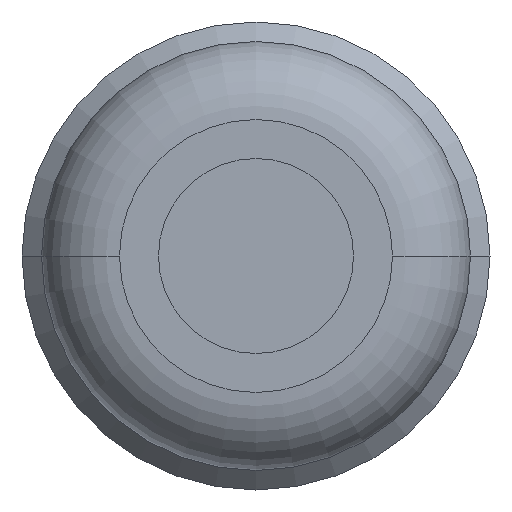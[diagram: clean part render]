
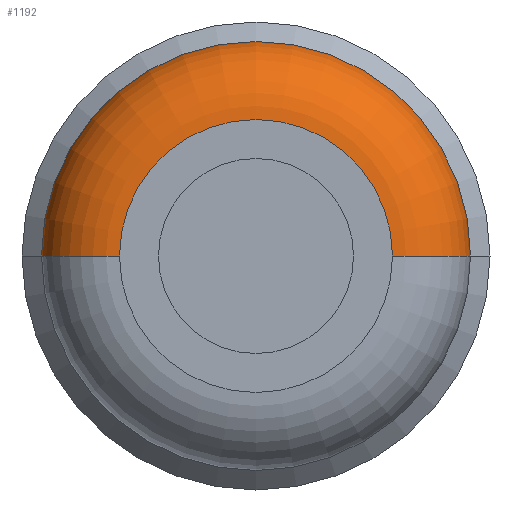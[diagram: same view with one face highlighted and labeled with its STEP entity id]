
A CAD part, front view. The second image highlights one B-rep face of the part: STEP entity #1192.
In plain terms, the highlighted toroidal (fillet/blend) face has major radius 3.5 mm and minor radius 2 mm.
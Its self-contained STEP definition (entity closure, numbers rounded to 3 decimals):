
#534=CARTESIAN_POINT('',(0.,-67.2,0.));
#535=DIRECTION('',(0.,1.,0.));
#536=DIRECTION('',(-1.,0.,0.));
#537=AXIS2_PLACEMENT_3D('',#534,#535,#536);
#542=CARTESIAN_POINT('',(-3.5,-67.2,0.));
#543=DIRECTION('',(0.,0.,1.));
#544=DIRECTION('',(-1.,0.,0.));
#545=AXIS2_PLACEMENT_3D('',#542,#543,#544);
#550=CARTESIAN_POINT('',(3.5,-67.2,0.));
#551=DIRECTION('',(0.,0.,-1.));
#552=DIRECTION('',(1.,0.,0.));
#553=AXIS2_PLACEMENT_3D('',#550,#551,#552);
#558=CARTESIAN_POINT('',(0.,-69.2,0.));
#559=DIRECTION('',(0.,1.,0.));
#560=DIRECTION('',(-1.,0.,0.));
#561=AXIS2_PLACEMENT_3D('',#558,#559,#560);
#728=CARTESIAN_POINT('',(-5.5,-67.2,0.));
#729=CARTESIAN_POINT('',(5.5,-67.2,0.));
#730=VERTEX_POINT('',#728);
#731=VERTEX_POINT('',#729);
#732=CARTESIAN_POINT('',(-3.5,-69.2,0.));
#733=CARTESIAN_POINT('',(3.5,-69.2,0.));
#734=VERTEX_POINT('',#732);
#735=VERTEX_POINT('',#733);
#1178=CARTESIAN_POINT('',(0.,-67.2,0.));
#1179=DIRECTION('',(0.,1.,0.));
#1180=DIRECTION('',(1.,0.,0.));
#1181=AXIS2_PLACEMENT_3D('',#1178,#1179,#1180);
#1182=TOROIDAL_SURFACE('',#1181,3.5,2.);
#1184=ORIENTED_EDGE('',*,*,#1183,.F.);
#1185=ORIENTED_EDGE('',*,*,#1173,.T.);
#1187=ORIENTED_EDGE('',*,*,#1186,.T.);
#1189=ORIENTED_EDGE('',*,*,#1188,.F.);
#1190=EDGE_LOOP('',(#1184,#1185,#1187,#1189));
#1191=FACE_OUTER_BOUND('',#1190,.F.);
#1192=ADVANCED_FACE('',(#1191),#1182,.T.);
#538=CIRCLE('',#537,5.5);
#546=CIRCLE('',#545,2.);
#554=CIRCLE('',#553,2.);
#562=CIRCLE('',#561,3.5);
#1173=EDGE_CURVE('',#730,#731,#538,.T.);
#1183=EDGE_CURVE('',#730,#734,#546,.T.);
#1186=EDGE_CURVE('',#731,#735,#554,.T.);
#1188=EDGE_CURVE('',#734,#735,#562,.T.);
